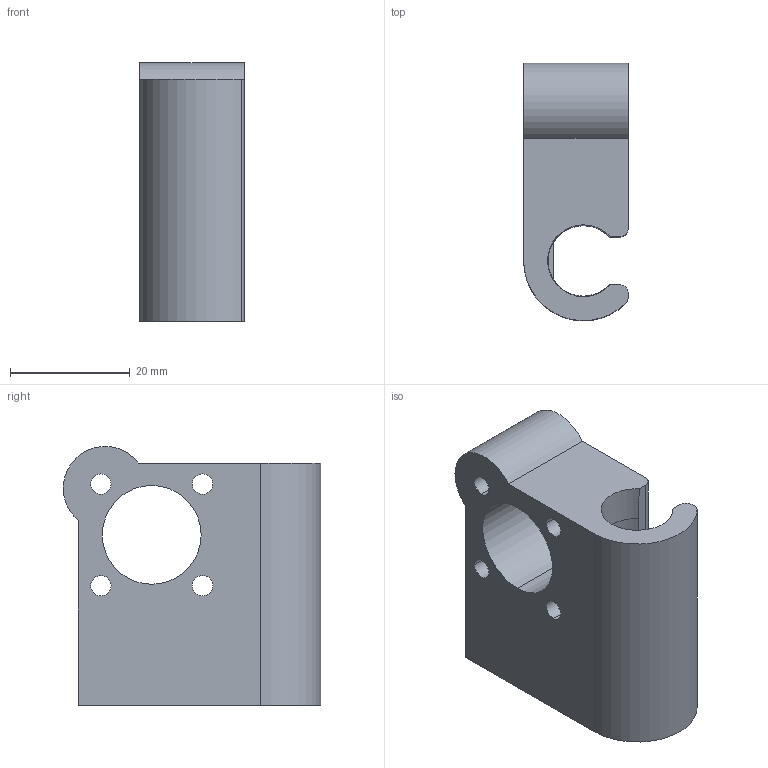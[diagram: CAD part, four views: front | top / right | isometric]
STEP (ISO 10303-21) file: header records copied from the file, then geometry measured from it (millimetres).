
FILE_DESCRIPTION (( 'STEP AP203' ), '1' );
FILE_NAME ('TR_XY_carriage_top_v1_0.STEP', '2018-05-17T18:55:15', ( '' ), ( '' ), 'SwSTEP 2.0', 'SolidWorks 2017', '' );
FILE_SCHEMA (( 'CONFIG_CONTROL_DESIGN' ));
Length unit declared in the file: millimetre
Products named in the file (1): TR_XY_carriage_top_v1_0
Bounding box: 17.5 x 43.01 x 43.26 mm (x, y, z)
Volume: 18511.6 mm3; surface area: 8041.2 mm2
Topology: 1 solids, 1 shells, 51 faces, 137 edges, 90 vertices
Faces by surface type: plane 27, cylinder 20, torus 4
Entity records: 1730 total; most frequent: CARTESIAN_POINT 319, DIRECTION 279, ORIENTED_EDGE 274, EDGE_CURVE 137, AXIS2_PLACEMENT_3D 98, VERTEX_POINT 90, VECTOR 83, LINE 83
